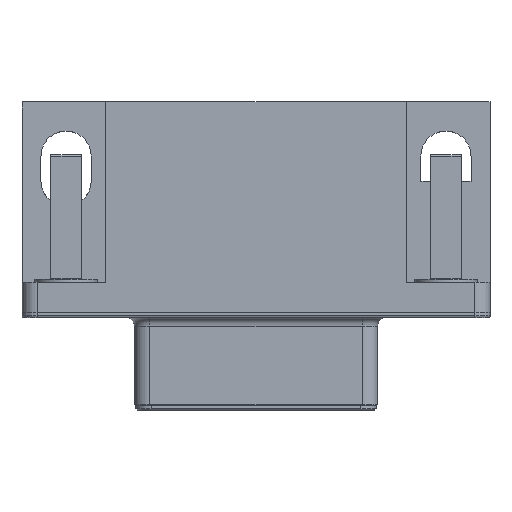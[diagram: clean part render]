
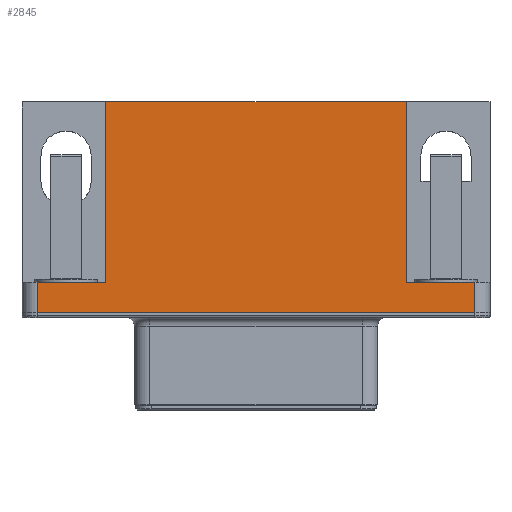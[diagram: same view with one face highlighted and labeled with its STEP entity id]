
A CAD part, top view. The second image highlights one B-rep face of the part: STEP entity #2845.
In plain terms, the highlighted planar face has unit normal (0, 0, 1).
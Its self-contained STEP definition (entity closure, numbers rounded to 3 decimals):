
#2586 = VERTEX_POINT('',#2587);
#2587 = CARTESIAN_POINT('',(-18.408,-12.31,12.5));
#2593 = EDGE_CURVE('',#2594,#2586,#2596,.T.);
#2594 = VERTEX_POINT('',#2595);
#2595 = CARTESIAN_POINT('',(10.393,-12.31,12.5));
#2596 = LINE('',#2597,#2598);
#2597 = CARTESIAN_POINT('',(10.393,-12.31,12.5));
#2598 = VECTOR('',#2599,1.);
#2599 = DIRECTION('',(-1.,0.,0.));
#2845 = ADVANCED_FACE('',(#2846),#2903,.T.);
#2846 = FACE_BOUND('',#2847,.T.);
#2847 = EDGE_LOOP('',(#2848,#2849,#2857,#2865,#2873,#2881,#2889,#2897));
#2848 = ORIENTED_EDGE('',*,*,#2593,.F.);
#2849 = ORIENTED_EDGE('',*,*,#2850,.T.);
#2850 = EDGE_CURVE('',#2594,#2851,#2853,.T.);
#2851 = VERTEX_POINT('',#2852);
#2852 = CARTESIAN_POINT('',(10.393,-10.31,12.5));
#2853 = LINE('',#2854,#2855);
#2854 = CARTESIAN_POINT('',(10.393,-12.31,12.5));
#2855 = VECTOR('',#2856,1.);
#2856 = DIRECTION('',(-0.,1.,0.));
#2857 = ORIENTED_EDGE('',*,*,#2858,.F.);
#2858 = EDGE_CURVE('',#2859,#2851,#2861,.T.);
#2859 = VERTEX_POINT('',#2860);
#2860 = CARTESIAN_POINT('',(5.893,-10.31,12.5));
#2861 = LINE('',#2862,#2863);
#2862 = CARTESIAN_POINT('',(10.393,-10.31,12.5));
#2863 = VECTOR('',#2864,1.);
#2864 = DIRECTION('',(1.,0.,0.));
#2865 = ORIENTED_EDGE('',*,*,#2866,.F.);
#2866 = EDGE_CURVE('',#2867,#2859,#2869,.T.);
#2867 = VERTEX_POINT('',#2868);
#2868 = CARTESIAN_POINT('',(5.893,1.58,12.5));
#2869 = LINE('',#2870,#2871);
#2870 = CARTESIAN_POINT('',(5.893,-11.31,12.5));
#2871 = VECTOR('',#2872,1.);
#2872 = DIRECTION('',(0.,-1.,0.));
#2873 = ORIENTED_EDGE('',*,*,#2874,.T.);
#2874 = EDGE_CURVE('',#2867,#2875,#2877,.T.);
#2875 = VERTEX_POINT('',#2876);
#2876 = CARTESIAN_POINT('',(-13.908,1.58,12.5));
#2877 = LINE('',#2878,#2879);
#2878 = CARTESIAN_POINT('',(11.393,1.58,12.5));
#2879 = VECTOR('',#2880,1.);
#2880 = DIRECTION('',(-1.,0.,0.));
#2881 = ORIENTED_EDGE('',*,*,#2882,.F.);
#2882 = EDGE_CURVE('',#2883,#2875,#2885,.T.);
#2883 = VERTEX_POINT('',#2884);
#2884 = CARTESIAN_POINT('',(-13.908,-10.31,12.5));
#2885 = LINE('',#2886,#2887);
#2886 = CARTESIAN_POINT('',(-13.908,-11.31,12.5));
#2887 = VECTOR('',#2888,1.);
#2888 = DIRECTION('',(0.,1.,0.));
#2889 = ORIENTED_EDGE('',*,*,#2890,.F.);
#2890 = EDGE_CURVE('',#2891,#2883,#2893,.T.);
#2891 = VERTEX_POINT('',#2892);
#2892 = CARTESIAN_POINT('',(-18.408,-10.31,12.5));
#2893 = LINE('',#2894,#2895);
#2894 = CARTESIAN_POINT('',(-3.008,-10.31,12.5));
#2895 = VECTOR('',#2896,1.);
#2896 = DIRECTION('',(1.,0.,0.));
#2897 = ORIENTED_EDGE('',*,*,#2898,.F.);
#2898 = EDGE_CURVE('',#2586,#2891,#2899,.T.);
#2899 = LINE('',#2900,#2901);
#2900 = CARTESIAN_POINT('',(-18.408,-12.31,12.5));
#2901 = VECTOR('',#2902,1.);
#2902 = DIRECTION('',(-0.,1.,0.));
#2903 = PLANE('',#2904);
#2904 = AXIS2_PLACEMENT_3D('',#2905,#2906,#2907);
#2905 = CARTESIAN_POINT('',(11.393,-12.31,12.5));
#2906 = DIRECTION('',(0.,0.,1.));
#2907 = DIRECTION('',(-1.,0.,0.));
